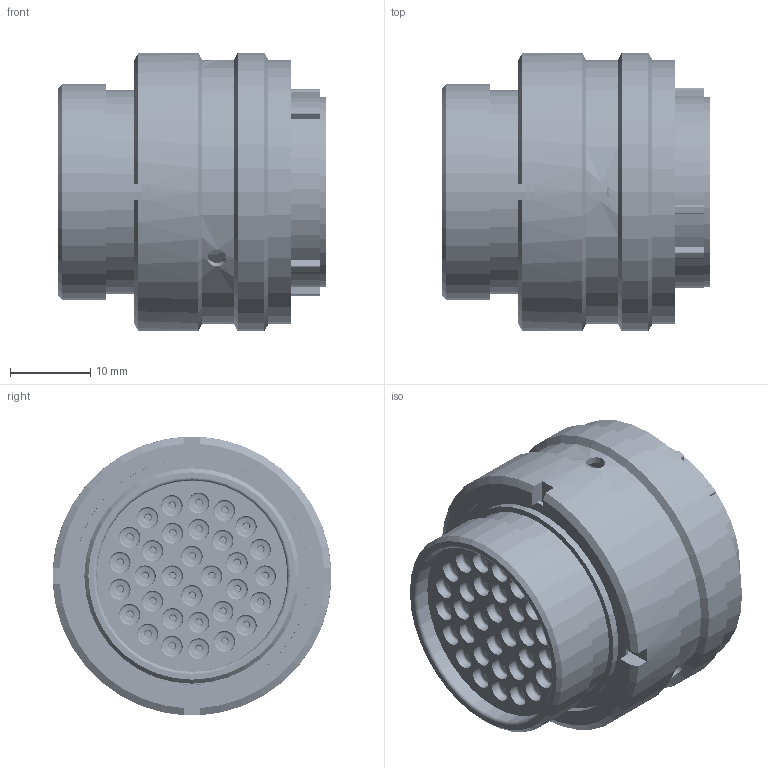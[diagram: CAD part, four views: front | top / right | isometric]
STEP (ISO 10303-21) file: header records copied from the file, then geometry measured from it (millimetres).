
FILE_DESCRIPTION (( 'STEP AP214' ), '1' );
FILE_NAME ('AS618-32PN.STEP', '2017-02-15T14:26:33', ( '' ), ( '' ), 'SwSTEP 2.0', 'SolidWorks 2014', '' );
FILE_SCHEMA (( 'AUTOMOTIVE_DESIGN' ));
Length unit declared in the file: millimetre
Products named in the file (1): AS618-32PN
Bounding box: 33.37 x 34.7 x 34.7 mm (x, y, z)
Volume: 13389.9 mm3; surface area: 16406.9 mm2
Topology: 2 solids, 83 shells, 4925 faces, 11084 edges, 6634 vertices
Faces by surface type: cylinder 1505, torus 1370, plane 1196, cone 841, bspline 9, sphere 4
Entity records: 196968 total; most frequent: CARTESIAN_POINT 34065, DIRECTION 25430, ORIENTED_EDGE 22080, AXIS2_PLACEMENT_3D 11274, EDGE_CURVE 11040, VERTEX_POINT 6628, CIRCLE 6359, EDGE_LOOP 5412
